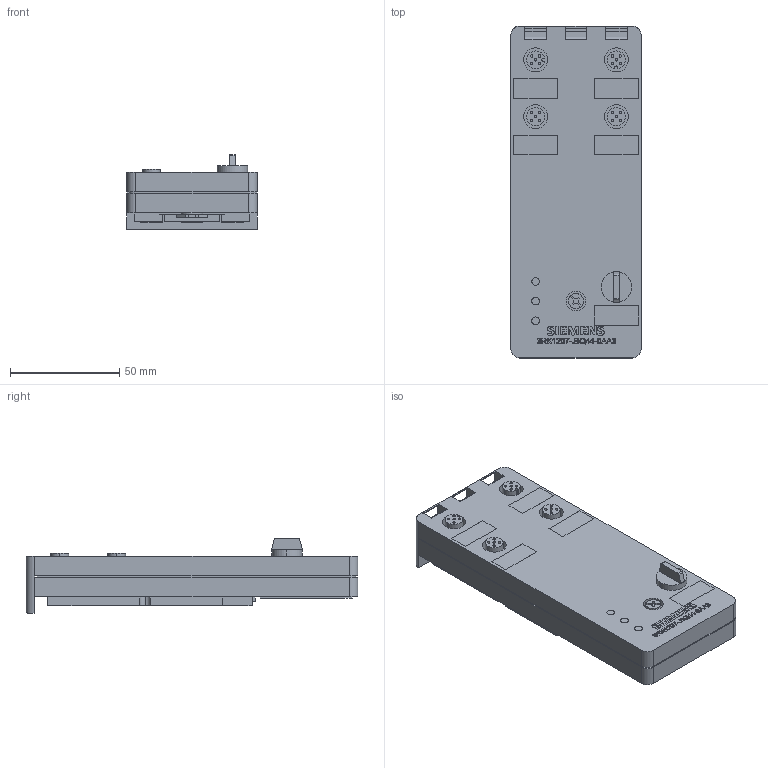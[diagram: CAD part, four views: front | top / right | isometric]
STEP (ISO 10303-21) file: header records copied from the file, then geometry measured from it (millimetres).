
FILE_DESCRIPTION(('STEP AP214'),'1');
FILE_NAME('cctmp_B0DE2CC0-07E5-4E9E-89B5-1E7115B57E35_2023_07_24_17_56_31_0158..stp','2023-07-24T15:56:32',('SIEMENS A&D'),('CADClick - www.CADClick.com'),'Spatial InterOp 3D postprocessed',' ','unknown authorization');
FILE_SCHEMA(('AUTOMOTIVE_DESIGN'));
Length unit declared in the file: millimetre
Products named in the file (1): 2023_07_24_17_56_31_0111
Bounding box: 59.6 x 152 x 34 mm (x, y, z)
Volume: 183120.1 mm3; surface area: 33664.9 mm2
Topology: 1 solids, 1 shells, 714 faces, 1852 edges, 1228 vertices
Faces by surface type: plane 452, cylinder 138, bspline 124
Entity records: 30165 total; most frequent: CARTESIAN_POINT 11007, ORIENTED_EDGE 3704, DIRECTION 3078, EDGE_CURVE 1852, LINE 1308, VECTOR 1308, VERTEX_POINT 1228, AXIS2_PLACEMENT_3D 885
